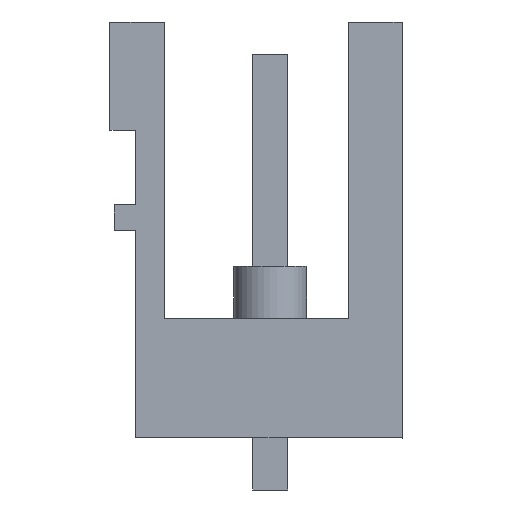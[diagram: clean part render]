
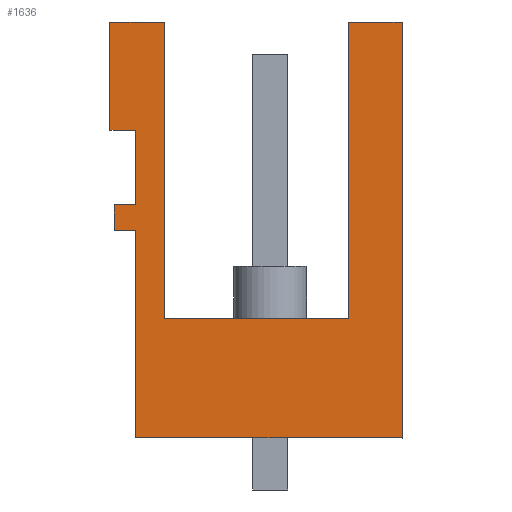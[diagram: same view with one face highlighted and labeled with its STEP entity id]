
A CAD part, left-side view. The second image highlights one B-rep face of the part: STEP entity #1636.
In plain terms, the highlighted planar face has unit normal (-1, 0, 0).
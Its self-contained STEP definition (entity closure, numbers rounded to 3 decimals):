
#1536=AXIS2_PLACEMENT_3D('Plane Axis2P3D',#1533,#1534,#1535) ;
#389=CARTESIAN_POINT('Vertex',(0.,7.68,1.5)) ;
#392=CARTESIAN_POINT('Line Origine',(0.,7.68,4.49)) ;
#396=CARTESIAN_POINT('Vertex',(0.,7.68,7.481)) ;
#1517=CARTESIAN_POINT('Vertex',(0.,0.,1.5)) ;
#1520=CARTESIAN_POINT('Line Origine',(0.,3.84,1.5)) ;
#1533=CARTESIAN_POINT('Axis2P3D Location',(0.,8.43,0.)) ;
#1538=CARTESIAN_POINT('Line Origine',(0.,0.,7.5)) ;
#1542=CARTESIAN_POINT('Vertex',(0.,0.,13.5)) ;
#1545=CARTESIAN_POINT('Line Origine',(0.,0.775,13.5)) ;
#1549=CARTESIAN_POINT('Vertex',(0.,1.55,13.5)) ;
#1552=CARTESIAN_POINT('Line Origine',(0.,1.55,9.225)) ;
#1556=CARTESIAN_POINT('Vertex',(0.,1.55,4.95)) ;
#1559=CARTESIAN_POINT('Line Origine',(0.,4.207,4.95)) ;
#1563=CARTESIAN_POINT('Vertex',(0.,6.863,4.95)) ;
#1566=CARTESIAN_POINT('Line Origine',(0.,6.863,9.225)) ;
#1570=CARTESIAN_POINT('Vertex',(0.,6.863,13.5)) ;
#1573=CARTESIAN_POINT('Line Origine',(0.,7.647,13.5)) ;
#1577=CARTESIAN_POINT('Vertex',(0.,8.43,13.5)) ;
#1580=CARTESIAN_POINT('Line Origine',(0.,8.43,11.94)) ;
#1584=CARTESIAN_POINT('Vertex',(0.,8.43,10.38)) ;
#1587=CARTESIAN_POINT('Line Origine',(0.,8.055,10.38)) ;
#1591=CARTESIAN_POINT('Vertex',(0.,7.68,10.38)) ;
#1594=CARTESIAN_POINT('Line Origine',(0.,7.68,9.305)) ;
#1598=CARTESIAN_POINT('Vertex',(0.,7.68,8.23)) ;
#1601=CARTESIAN_POINT('Line Origine',(0.,7.99,8.23)) ;
#1605=CARTESIAN_POINT('Vertex',(0.,8.3,8.23)) ;
#1608=CARTESIAN_POINT('Line Origine',(0.,8.3,7.855)) ;
#1612=CARTESIAN_POINT('Vertex',(0.,8.3,7.481)) ;
#1615=CARTESIAN_POINT('Line Origine',(0.,7.99,7.481)) ;
#393=DIRECTION('Vector Direction',(0.,0.,-1.)) ;
#1521=DIRECTION('Vector Direction',(0.,-1.,0.)) ;
#1534=DIRECTION('Axis2P3D Direction',(-1.,0.,0.)) ;
#1535=DIRECTION('Axis2P3D XDirection',(0.,1.,0.)) ;
#1539=DIRECTION('Vector Direction',(0.,0.,1.)) ;
#1546=DIRECTION('Vector Direction',(0.,1.,0.)) ;
#1553=DIRECTION('Vector Direction',(0.,0.,-1.)) ;
#1560=DIRECTION('Vector Direction',(0.,1.,0.)) ;
#1567=DIRECTION('Vector Direction',(0.,0.,1.)) ;
#1574=DIRECTION('Vector Direction',(0.,1.,0.)) ;
#1581=DIRECTION('Vector Direction',(0.,0.,-1.)) ;
#1588=DIRECTION('Vector Direction',(0.,-1.,0.)) ;
#1595=DIRECTION('Vector Direction',(0.,0.,-1.)) ;
#1602=DIRECTION('Vector Direction',(0.,1.,0.)) ;
#1609=DIRECTION('Vector Direction',(0.,0.,-1.)) ;
#1616=DIRECTION('Vector Direction',(0.,-1.,0.)) ;
#394=VECTOR('Line Direction',#393,1.) ;
#1522=VECTOR('Line Direction',#1521,1.) ;
#1540=VECTOR('Line Direction',#1539,1.) ;
#1547=VECTOR('Line Direction',#1546,1.) ;
#1554=VECTOR('Line Direction',#1553,1.) ;
#1561=VECTOR('Line Direction',#1560,1.) ;
#1568=VECTOR('Line Direction',#1567,1.) ;
#1575=VECTOR('Line Direction',#1574,1.) ;
#1582=VECTOR('Line Direction',#1581,1.) ;
#1589=VECTOR('Line Direction',#1588,1.) ;
#1596=VECTOR('Line Direction',#1595,1.) ;
#1603=VECTOR('Line Direction',#1602,1.) ;
#1610=VECTOR('Line Direction',#1609,1.) ;
#1617=VECTOR('Line Direction',#1616,1.) ;
#1621=ORIENTED_EDGE('',*,*,#1544,.T.) ;
#1622=ORIENTED_EDGE('',*,*,#1551,.T.) ;
#1623=ORIENTED_EDGE('',*,*,#1558,.T.) ;
#1624=ORIENTED_EDGE('',*,*,#1565,.T.) ;
#1625=ORIENTED_EDGE('',*,*,#1572,.T.) ;
#1626=ORIENTED_EDGE('',*,*,#1579,.T.) ;
#1627=ORIENTED_EDGE('',*,*,#1586,.T.) ;
#1628=ORIENTED_EDGE('',*,*,#1593,.T.) ;
#1629=ORIENTED_EDGE('',*,*,#1600,.T.) ;
#1630=ORIENTED_EDGE('',*,*,#1607,.T.) ;
#1631=ORIENTED_EDGE('',*,*,#1614,.T.) ;
#1632=ORIENTED_EDGE('',*,*,#1619,.T.) ;
#1633=ORIENTED_EDGE('',*,*,#398,.T.) ;
#1634=ORIENTED_EDGE('',*,*,#1524,.T.) ;
#1636=ADVANCED_FACE('HOUSING',(#1635),#1537,.T.) ;
#398=EDGE_CURVE('',#397,#390,#395,.T.) ;
#1524=EDGE_CURVE('',#390,#1518,#1523,.T.) ;
#1544=EDGE_CURVE('',#1518,#1543,#1541,.T.) ;
#1551=EDGE_CURVE('',#1543,#1550,#1548,.T.) ;
#1558=EDGE_CURVE('',#1550,#1557,#1555,.T.) ;
#1565=EDGE_CURVE('',#1557,#1564,#1562,.T.) ;
#1572=EDGE_CURVE('',#1564,#1571,#1569,.T.) ;
#1579=EDGE_CURVE('',#1571,#1578,#1576,.T.) ;
#1586=EDGE_CURVE('',#1578,#1585,#1583,.T.) ;
#1593=EDGE_CURVE('',#1585,#1592,#1590,.T.) ;
#1600=EDGE_CURVE('',#1592,#1599,#1597,.T.) ;
#1607=EDGE_CURVE('',#1599,#1606,#1604,.T.) ;
#1614=EDGE_CURVE('',#1606,#1613,#1611,.T.) ;
#1619=EDGE_CURVE('',#1613,#397,#1618,.T.) ;
#1620=EDGE_LOOP('',(#1621,#1622,#1623,#1624,#1625,#1626,#1627,#1628,#1629,#1630,#1631,#1632,#1633,#1634)) ;
#1635=FACE_OUTER_BOUND('',#1620,.T.) ;
#395=LINE('Line',#392,#394) ;
#1523=LINE('Line',#1520,#1522) ;
#1541=LINE('Line',#1538,#1540) ;
#1548=LINE('Line',#1545,#1547) ;
#1555=LINE('Line',#1552,#1554) ;
#1562=LINE('Line',#1559,#1561) ;
#1569=LINE('Line',#1566,#1568) ;
#1576=LINE('Line',#1573,#1575) ;
#1583=LINE('Line',#1580,#1582) ;
#1590=LINE('Line',#1587,#1589) ;
#1597=LINE('Line',#1594,#1596) ;
#1604=LINE('Line',#1601,#1603) ;
#1611=LINE('Line',#1608,#1610) ;
#1618=LINE('Line',#1615,#1617) ;
#1537=PLANE('',#1536) ;
#390=VERTEX_POINT('',#389) ;
#397=VERTEX_POINT('',#396) ;
#1518=VERTEX_POINT('',#1517) ;
#1543=VERTEX_POINT('',#1542) ;
#1550=VERTEX_POINT('',#1549) ;
#1557=VERTEX_POINT('',#1556) ;
#1564=VERTEX_POINT('',#1563) ;
#1571=VERTEX_POINT('',#1570) ;
#1578=VERTEX_POINT('',#1577) ;
#1585=VERTEX_POINT('',#1584) ;
#1592=VERTEX_POINT('',#1591) ;
#1599=VERTEX_POINT('',#1598) ;
#1606=VERTEX_POINT('',#1605) ;
#1613=VERTEX_POINT('',#1612) ;
